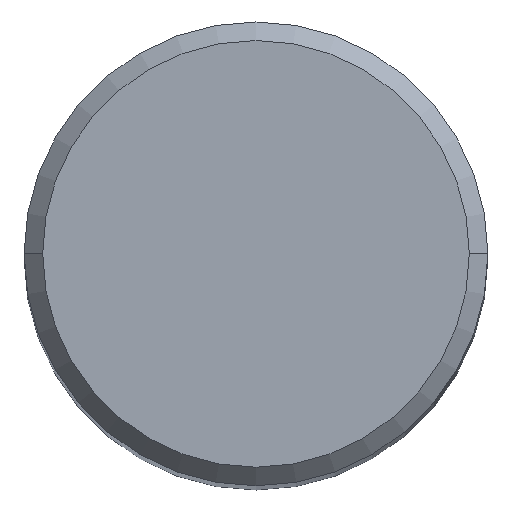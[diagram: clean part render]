
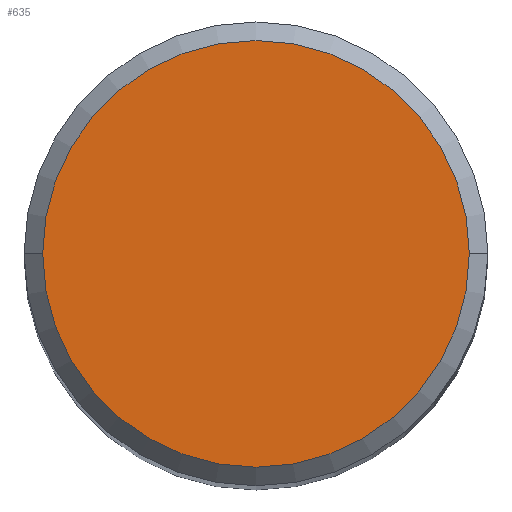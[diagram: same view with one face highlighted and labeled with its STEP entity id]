
A CAD part, top view. The second image highlights one B-rep face of the part: STEP entity #635.
In plain terms, the highlighted planar face has unit normal (0, 0, 1).
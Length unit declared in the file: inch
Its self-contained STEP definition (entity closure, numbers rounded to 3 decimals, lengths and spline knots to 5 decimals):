
#72 = CARTESIAN_POINT ( 'NONE',  ( 0., 0., 4. ) ) ;
#166 = EDGE_CURVE ( 'NONE', #761, #1295, #1159, .T. ) ;
#170 = DIRECTION ( 'NONE',  ( 0., 0., 1. ) ) ;
#192 = DIRECTION ( 'NONE',  ( 1., 0., 0. ) ) ;
#219 = CIRCLE ( 'NONE', #780, 0.1725 ) ;
#235 = DIRECTION ( 'NONE',  ( 0., 0., 1. ) ) ;
#257 = AXIS2_PLACEMENT_3D ( 'NONE', #72, #170, #617 ) ;
#391 = AXIS2_PLACEMENT_3D ( 'NONE', #851, #650, #192 ) ;
#478 = DIRECTION ( 'NONE',  ( 1., 0., 0. ) ) ;
#502 = CARTESIAN_POINT ( 'NONE',  ( 0.1725, 0., 4. ) ) ;
#538 = FACE_OUTER_BOUND ( 'NONE', #1016, .T. ) ;
#617 = DIRECTION ( 'NONE',  ( 1., 0., 0. ) ) ;
#635 = ADVANCED_FACE ( 'NONE', ( #538 ), #1431, .T. ) ;
#650 = DIRECTION ( 'NONE',  ( 0., 0., 1. ) ) ;
#666 = ORIENTED_EDGE ( 'NONE', *, *, #1302, .T. ) ;
#761 = VERTEX_POINT ( 'NONE', #502 ) ;
#780 = AXIS2_PLACEMENT_3D ( 'NONE', #1375, #235, #478 ) ;
#851 = CARTESIAN_POINT ( 'NONE',  ( 0., 0., 4. ) ) ;
#903 = ORIENTED_EDGE ( 'NONE', *, *, #166, .T. ) ;
#1014 = CARTESIAN_POINT ( 'NONE',  ( -0.1725, 0., 4. ) ) ;
#1016 = EDGE_LOOP ( 'NONE', ( #666, #903 ) ) ;
#1159 = CIRCLE ( 'NONE', #391, 0.1725 ) ;
#1295 = VERTEX_POINT ( 'NONE', #1014 ) ;
#1302 = EDGE_CURVE ( 'NONE', #1295, #761, #219, .T. ) ;
#1375 = CARTESIAN_POINT ( 'NONE',  ( 0., 0., 4. ) ) ;
#1431 = PLANE ( 'NONE',  #257 ) ;
